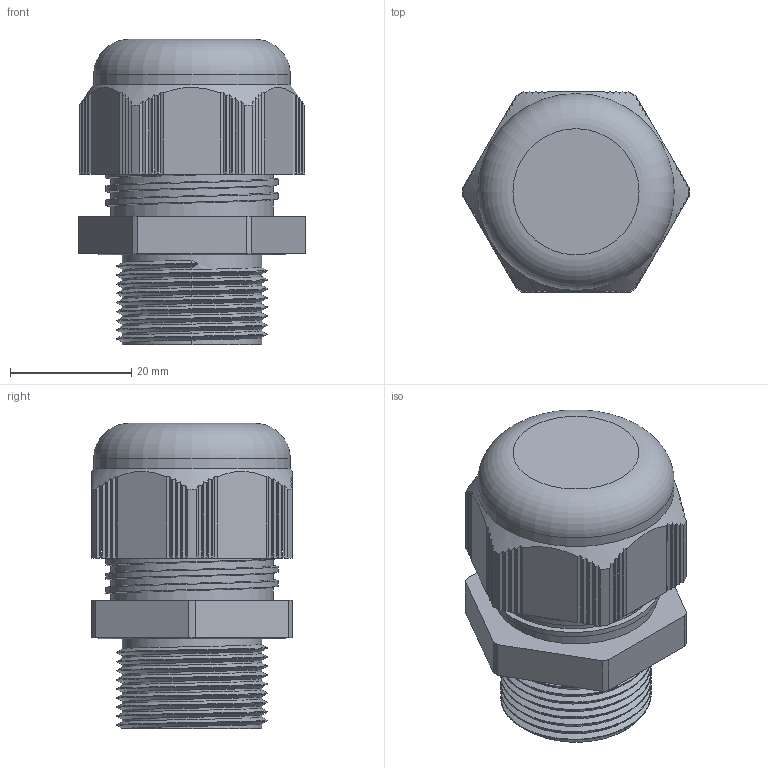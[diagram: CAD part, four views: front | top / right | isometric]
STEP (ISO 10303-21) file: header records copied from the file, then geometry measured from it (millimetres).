
FILE_DESCRIPTION((''),'2;1');
FILE_NAME('BM 05.stp','2012-09-25T15:56:54',('oktay'),(''),'Autodesk Inventor 2013','Autodesk Inventor 2013','');
FILE_SCHEMA(('AUTOMOTIVE_DESIGN { 1 0 10303 214 1 1 1 1 }'));
Length unit declared in the file: millimetre
Products named in the file (1): M25 MONTAJ (PG 21 TL 15) (NORMAL) (4x6.6 CONTALI)_Shrinkwrap_1
Bounding box: 37.5 x 33 x 50.33 mm (x, y, z)
Surface area: 13409.6 mm2 (no closed solid volume)
Topology: 0 solids, 8 shells, 165 faces, 594 edges, 395 vertices
Faces by surface type: plane 115, cylinder 33, cone 7, bspline 5, torus 5
Full cylindrical faces by diameter (mm): 23 x9, 26.8 x1, 28.7 x6, 32.4 x1
Entity records: 9004 total; most frequent: CARTESIAN_POINT 4944, ORIENTED_EDGE 892, DIRECTION 699, EDGE_CURVE 532, VERTEX_POINT 362, VECTOR 315, LINE 315, AXIS2_PLACEMENT_3D 192
